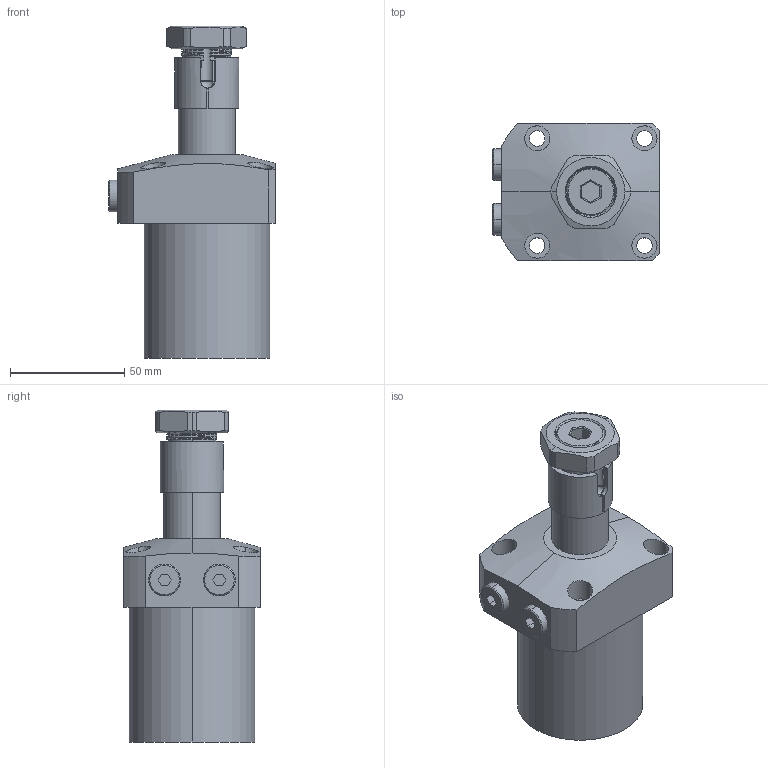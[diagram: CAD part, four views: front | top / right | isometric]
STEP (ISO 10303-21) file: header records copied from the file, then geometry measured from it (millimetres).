
FILE_DESCRIPTION (( 'STEP AP203' ), '1' );
FILE_NAME ('CHA-055SRX90G.STEP', '2019-12-06T08:44:01', ( '' ), ( '' ), 'SwSTEP 2.0', 'SolidWorks 2017', '' );
FILE_SCHEMA (( 'CONFIG_CONTROL_DESIGN' ));
Length unit declared in the file: millimetre
Products named in the file (6): CHA-055S活塞杆; CHA-055SRX90G; G1-8黑芛; CHA-055蹟譫_1; CHA-055掛极; CHA-055S袪杶
Assembly tree (6 placements, depth 2):
  CHA-055SRX90G
    CHA-055掛极
    G1-8黑芛  x2
    CHA-055S活塞杆
    CHA-055S袪杶
    CHA-055蹟譫_1
Bounding box: 73 x 60 x 145.5 mm (x, y, z)
Volume: 249150 mm3; surface area: 55881.8 mm2
Topology: 6 solids, 6 shells, 269 faces, 712 edges, 468 vertices
Faces by surface type: cylinder 146, plane 68, cone 29, bspline 24, torus 2
Entity records: 15978 total; most frequent: CARTESIAN_POINT 10197, ORIENTED_EDGE 1208, DIRECTION 932, EDGE_CURVE 604, VERTEX_POINT 398, AXIS2_PLACEMENT_3D 358, EDGE_LOOP 256, FACE_OUTER_BOUND 229
